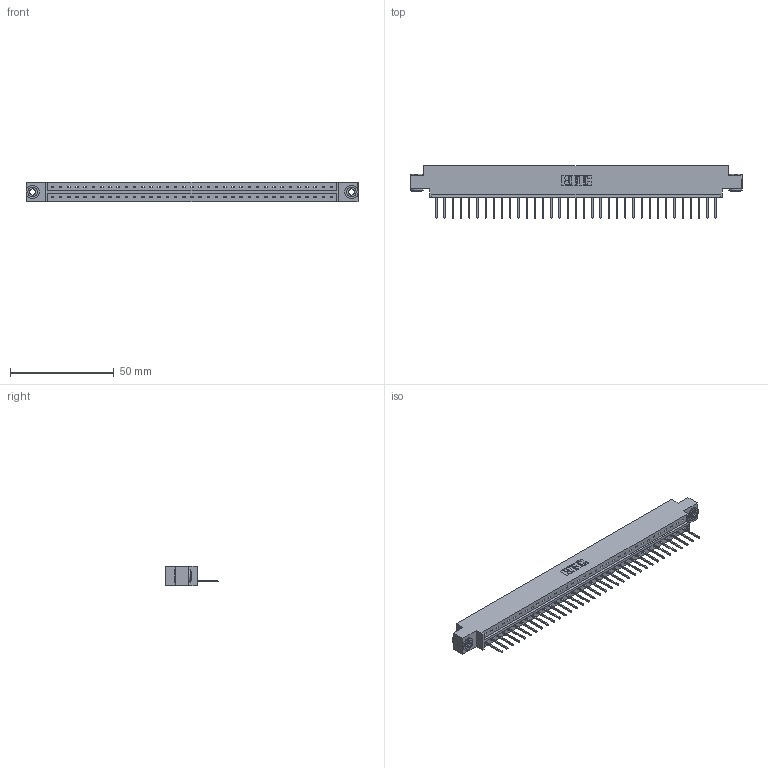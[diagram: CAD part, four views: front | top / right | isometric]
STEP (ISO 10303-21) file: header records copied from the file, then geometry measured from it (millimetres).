
FILE_DESCRIPTION (( 'STEP AP203' ), '1' );
FILE_NAME ('833-035-523-603.STEP', '2020-06-03T00:23:02', ( '' ), ( '' ), 'SwSTEP 2.0', 'SolidWorks 2020', '' );
FILE_SCHEMA (( 'CONFIG_CONTROL_DESIGN' ));
Length unit declared in the file: inch
Products named in the file (4): 345-292-001_345-293-123; 833 Part_Offset - .156 Dia - TH; 833-035-523-603; 345-250-002_345-250-002-102
Assembly tree (38 placements, depth 2):
  833-035-523-603
    833 Part_Offset - .156 Dia - TH
    345-292-001_345-293-123  x35
    345-250-002_345-250-002-102  x2
Bounding box: 160.22 x 25.15 x 9.4 mm (x, y, z)
Volume: 15840.8 mm3; surface area: 17555.1 mm2
Topology: 38 solids, 38 shells, 2186 faces, 6559 edges, 4322 vertices
Faces by surface type: plane 1554, cylinder 624, cone 8
Entity records: 23102 total; most frequent: CARTESIAN_POINT 3966, ORIENTED_EDGE 3930, DIRECTION 3393, EDGE_CURVE 1965, LINE 1813, VECTOR 1813, VERTEX_POINT 1306, AXIS2_PLACEMENT_3D 790
